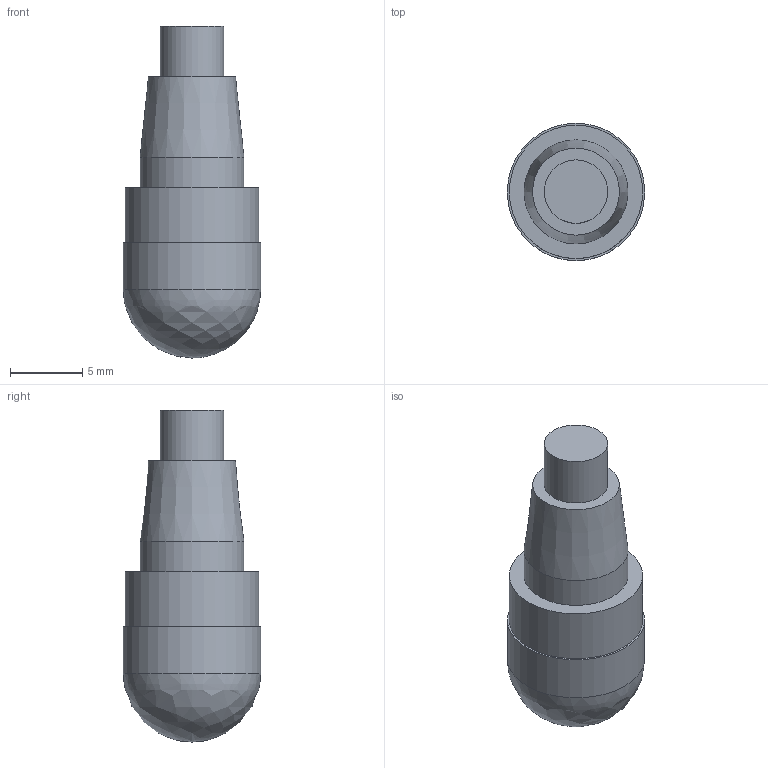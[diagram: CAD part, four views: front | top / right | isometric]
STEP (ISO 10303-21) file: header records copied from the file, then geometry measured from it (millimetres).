
FILE_DESCRIPTION(/* description */ (''),/* implementation_level */ '2;1');
FILE_NAME(/* name */ 'XVB510E10.375D1BZ2_Basic.stp',/* time_stamp */ '2022-07-20T16:34:34+05:00',/* author */ (''),/* organization */ (''),/* preprocessor_version */ 'ST-DEVELOPER v16.7',/* originating_system */ 'SIEMENS PLM Software NX 12.0',/* authorisation */ '');
FILE_SCHEMA (('AUTOMOTIVE_DESIGN { 1 0 10303 214 3 1 1 1 }'));
Length unit declared in the file: millimetre
Products named in the file (1): inco1898A528aume
Bounding box: 9.53 x 9.53 x 23 mm (x, y, z)
Volume: 1043.1 mm3; surface area: 755.8 mm2
Topology: 2 solids, 2 shells, 12 faces, 17 edges, 12 vertices
Faces by surface type: plane 6, cylinder 4, cone 1, bspline 1
Full cylindrical faces by diameter (mm): 4.4 x1, 7.2 x1, 9.25 x1, 9.526 x1
Entity records: 343 total; most frequent: CARTESIAN_POINT 80, DIRECTION 50, AXIS2_PLACEMENT_3D 25, EDGE_LOOP 20, ORIENTED_EDGE 20, FACE_BOUND 16, ADVANCED_FACE 12, VERTEX_POINT 10
